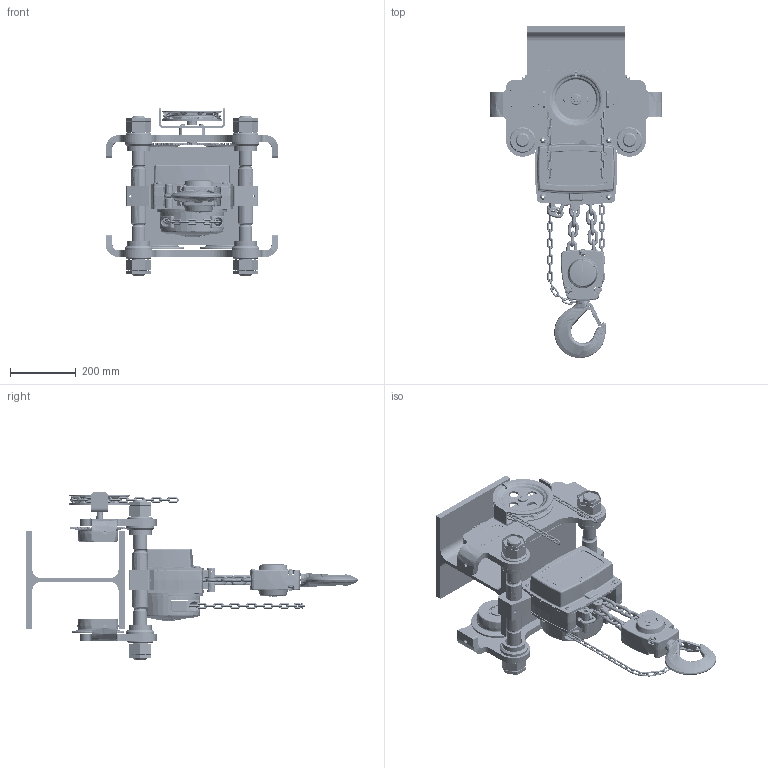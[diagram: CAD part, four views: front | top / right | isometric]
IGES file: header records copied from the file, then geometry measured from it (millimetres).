
Start section: SolidWorks IGES file using analytic representation for surfaces
Global section: file name: 192023523 YLITG-B 5000.IGS; native system: SolidWorks 2015; preprocessor: SolidWorks 2015; author: sawwu; date: 180119.083335; units: millimetre
Bounding box: 525 x 1008.16 x 509 mm (x, y, z)
Surface area: 2485303 mm2 (no closed solid volume)
Topology: 0 solids, 0 shells, 3007 faces, 45461 edges, 45422 vertices
Faces by surface type: bspline 1568, revolution 1439
